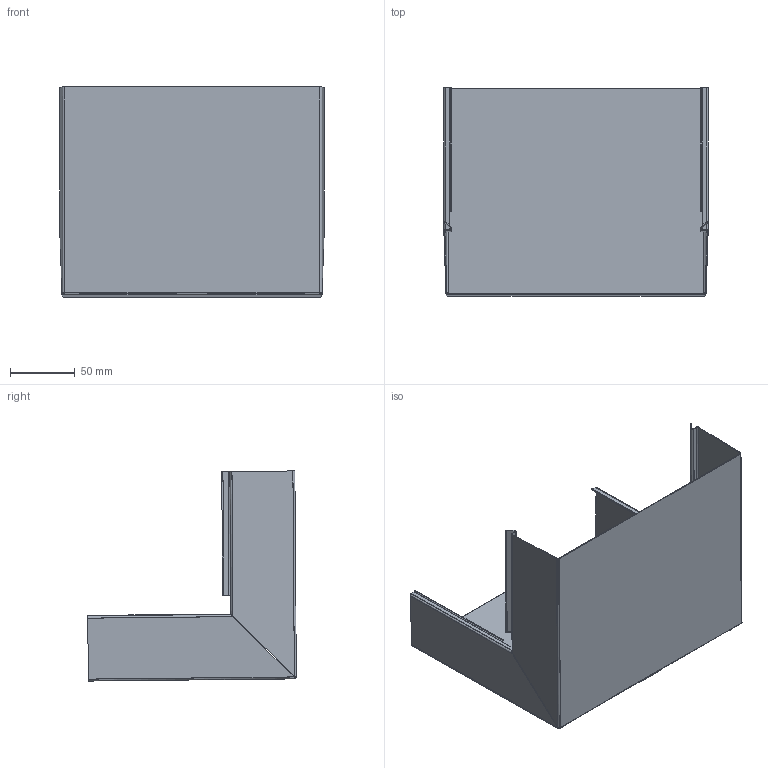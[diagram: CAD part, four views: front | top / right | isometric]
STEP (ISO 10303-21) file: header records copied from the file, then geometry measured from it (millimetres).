
FILE_DESCRIPTION (( 'STEP AP214' ), '1' );
FILE_NAME ('6248160.stp', '2016-10-05T09:50:04', ( '' ), ( '' ), 'SwSTEP 2.0', 'SolidWorks 2014', '' );
FILE_SCHEMA (( 'AUTOMOTIVE_DESIGN' ));
Length unit declared in the file: millimetre
Products named in the file (1): 6248160
Bounding box: 203.32 x 160.5 x 161.66 mm (x, y, z)
Volume: 69944.1 mm3; surface area: 187795.7 mm2
Topology: 1 solids, 1 shells, 116 faces, 322 edges, 204 vertices
Faces by surface type: plane 60, cylinder 32, bspline 24
Entity records: 10509 total; most frequent: CARTESIAN_POINT 6372, ORIENTED_EDGE 644, DIRECTION 540, EDGE_CURVE 322, VERTEX_POINT 204, LINE 202, VECTOR 202, AXIS2_PLACEMENT_3D 169
